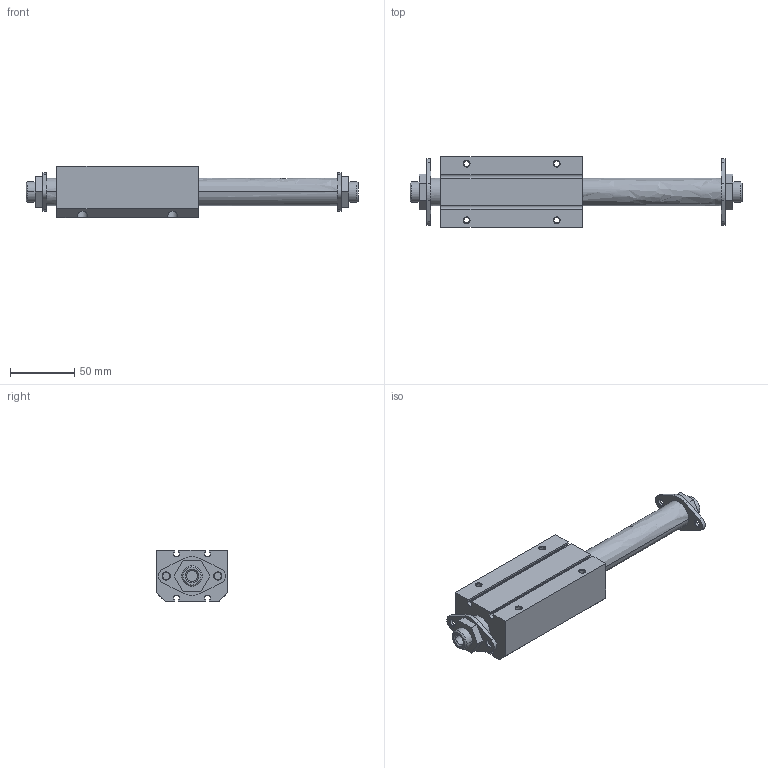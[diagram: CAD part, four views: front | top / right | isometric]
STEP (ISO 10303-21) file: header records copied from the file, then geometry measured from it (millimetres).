
FILE_DESCRIPTION((''),'2;1');
FILE_NAME('MFCP20X100FA.STEP','2012-11-23T13:46:05',('Administrator'),(''),'CADlook_v9.0','Cimatron E 8.0','');
FILE_SCHEMA(('AUTOMOTIVE_DESIGN { 1 2 10303 214 0 1 1 1 }'));
Length unit declared in the file: millimetre
Bounding box: 258 x 55 x 40 mm (x, y, z)
Volume: 279609.8 mm3; surface area: 59776.7 mm2
Topology: 2 solids, 2 shells, 151 faces, 416 edges, 277 vertices
Faces by surface type: plane 70, cylinder 49, cone 28, bspline 4
Full cylindrical faces by diameter (mm): 4.3 x4, 5.5 x2, 7.5 x4, 8.566 x1, 16 x1
Entity records: 7939 total; most frequent: CARTESIAN_POINT 2767, DIRECTION 842, ORIENTED_EDGE 788, EDGE_CURVE 394, AXIS2_PLACEMENT_3D 308, VERTEX_POINT 277, VECTOR 226, LINE 226
